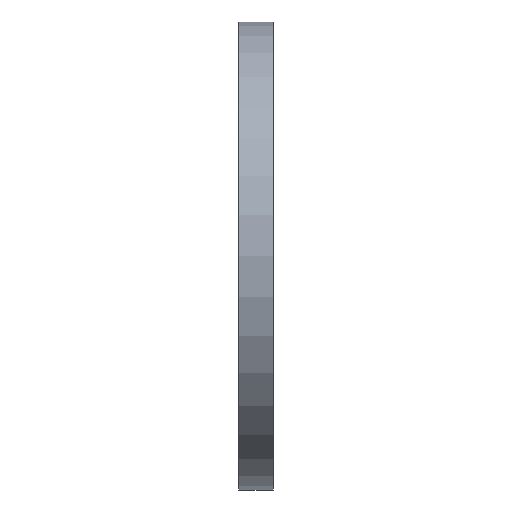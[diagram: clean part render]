
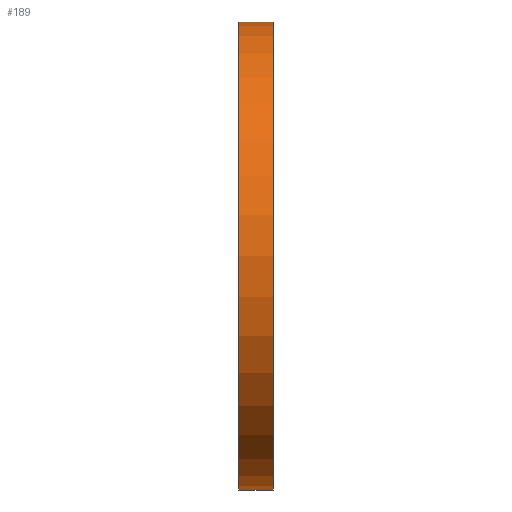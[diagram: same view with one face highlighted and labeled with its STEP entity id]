
A CAD part, front view. The second image highlights one B-rep face of the part: STEP entity #189.
In plain terms, the highlighted cylindrical face has radius 13.064 mm (diameter 26.127 mm), a partial arc.
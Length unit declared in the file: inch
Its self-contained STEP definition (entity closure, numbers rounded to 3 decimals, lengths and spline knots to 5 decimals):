
#1 = VECTOR ( 'NONE', #23, 39.37008 ) ;
#23 = DIRECTION ( 'NONE',  ( -1., 0., 0. ) ) ;
#56 = VERTEX_POINT ( 'NONE', #240 ) ;
#62 = DIRECTION ( 'NONE',  ( 1., 0., 0. ) ) ;
#76 = CARTESIAN_POINT ( 'NONE',  ( 0.03825, -0.03768, 0. ) ) ;
#87 = LINE ( 'NONE', #442, #1 ) ;
#98 = FACE_OUTER_BOUND ( 'NONE', #756, .T. ) ;
#126 = DIRECTION ( 'NONE',  ( 0., 0., -1. ) ) ;
#171 = EDGE_CURVE ( 'NONE', #698, #568, #740, .T. ) ;
#189 = ADVANCED_FACE ( 'NONE', ( #98 ), #419, .T. ) ;
#214 = ORIENTED_EDGE ( 'NONE', *, *, #354, .F. ) ;
#240 = CARTESIAN_POINT ( 'NONE',  ( -0.03825, -0.03768, -0.51432 ) ) ;
#252 = CARTESIAN_POINT ( 'NONE',  ( 0.03825, -0.03768, 0.51432 ) ) ;
#257 = ORIENTED_EDGE ( 'NONE', *, *, #263, .F. ) ;
#263 = EDGE_CURVE ( 'NONE', #672, #56, #87, .T. ) ;
#274 = AXIS2_PLACEMENT_3D ( 'NONE', #76, #508, #575 ) ;
#306 = CARTESIAN_POINT ( 'NONE',  ( -0.03825, -0.03768, 0.51432 ) ) ;
#311 = ORIENTED_EDGE ( 'NONE', *, *, #519, .T. ) ;
#329 = AXIS2_PLACEMENT_3D ( 'NONE', #460, #521, #393 ) ;
#354 = EDGE_CURVE ( 'NONE', #698, #672, #600, .T. ) ;
#377 = CARTESIAN_POINT ( 'NONE',  ( 0.03825, -0.03768, 0.51432 ) ) ;
#389 = ORIENTED_EDGE ( 'NONE', *, *, #171, .T. ) ;
#393 = DIRECTION ( 'NONE',  ( 0., 0., -1. ) ) ;
#419 = CYLINDRICAL_SURFACE ( 'NONE', #274, 0.51432 ) ;
#442 = CARTESIAN_POINT ( 'NONE',  ( 0.03825, -0.03768, -0.51432 ) ) ;
#460 = CARTESIAN_POINT ( 'NONE',  ( 0.03825, -0.03768, 0. ) ) ;
#508 = DIRECTION ( 'NONE',  ( -1., 0., 0. ) ) ;
#519 = EDGE_CURVE ( 'NONE', #568, #56, #614, .T. ) ;
#521 = DIRECTION ( 'NONE',  ( 1., 0., 0. ) ) ;
#565 = DIRECTION ( 'NONE',  ( -1., 0., 0. ) ) ;
#568 = VERTEX_POINT ( 'NONE', #306 ) ;
#575 = DIRECTION ( 'NONE',  ( 0., 0., 1. ) ) ;
#600 = CIRCLE ( 'NONE', #329, 0.51432 ) ;
#614 = CIRCLE ( 'NONE', #625, 0.51432 ) ;
#625 = AXIS2_PLACEMENT_3D ( 'NONE', #750, #62, #126 ) ;
#654 = VECTOR ( 'NONE', #565, 39.37008 ) ;
#658 = CARTESIAN_POINT ( 'NONE',  ( 0.03825, -0.03768, -0.51432 ) ) ;
#672 = VERTEX_POINT ( 'NONE', #658 ) ;
#698 = VERTEX_POINT ( 'NONE', #377 ) ;
#740 = LINE ( 'NONE', #252, #654 ) ;
#750 = CARTESIAN_POINT ( 'NONE',  ( -0.03825, -0.03768, 0. ) ) ;
#756 = EDGE_LOOP ( 'NONE', ( #257, #214, #389, #311 ) ) ;
